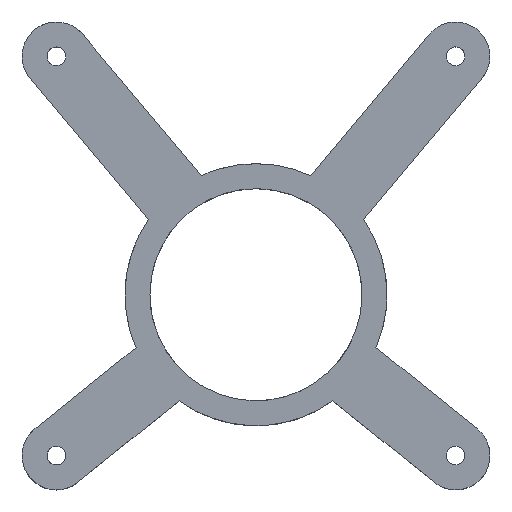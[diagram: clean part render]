
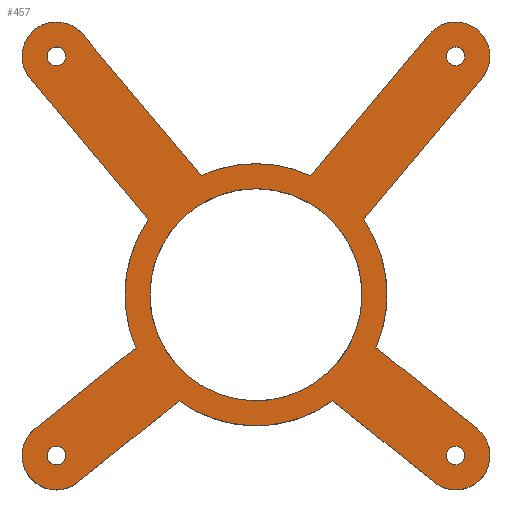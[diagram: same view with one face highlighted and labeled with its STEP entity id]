
A CAD part, top view. The second image highlights one B-rep face of the part: STEP entity #457.
In plain terms, the highlighted planar face has unit normal (-0.082, 0, 0.997).
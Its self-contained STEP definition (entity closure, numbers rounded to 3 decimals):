
#15=ELLIPSE('',#488,21.071,21.);
#16=ELLIPSE('',#491,5.519,5.5);
#17=ELLIPSE('',#494,21.071,21.);
#18=ELLIPSE('',#497,17.057,17.);
#19=ELLIPSE('',#499,1.505,1.5);
#20=ELLIPSE('',#501,1.505,1.5);
#21=ELLIPSE('',#503,1.505,1.5);
#22=ELLIPSE('',#505,1.505,1.5);
#23=ELLIPSE('',#507,5.519,5.5);
#24=ELLIPSE('',#510,21.071,21.);
#25=ELLIPSE('',#513,5.519,5.5);
#26=ELLIPSE('',#516,21.071,21.);
#27=ELLIPSE('',#519,5.519,5.5);
#46=FACE_BOUND('',#102,.T.);
#47=FACE_BOUND('',#103,.T.);
#48=FACE_BOUND('',#104,.T.);
#49=FACE_BOUND('',#105,.T.);
#50=FACE_BOUND('',#106,.T.);
#73=FACE_OUTER_BOUND('',#101,.T.);
#101=EDGE_LOOP('',(#404,#405,#406,#407,#408,#409,#410,#411,#412,#413,#414,
#415,#416,#417,#418,#419));
#102=EDGE_LOOP('',(#420));
#103=EDGE_LOOP('',(#421));
#104=EDGE_LOOP('',(#422));
#105=EDGE_LOOP('',(#423));
#106=EDGE_LOOP('',(#424));
#128=LINE('',#705,#165);
#132=LINE('',#714,#169);
#135=LINE('',#722,#172);
#138=LINE('',#730,#175);
#146=LINE('',#758,#183);
#149=LINE('',#766,#186);
#152=LINE('',#774,#189);
#155=LINE('',#782,#192);
#165=VECTOR('',#561,10.);
#169=VECTOR('',#571,10.);
#172=VECTOR('',#580,10.);
#175=VECTOR('',#589,10.);
#183=VECTOR('',#623,10.);
#186=VECTOR('',#632,10.);
#189=VECTOR('',#641,10.);
#192=VECTOR('',#650,10.);
#215=VERTEX_POINT('',#703);
#216=VERTEX_POINT('',#704);
#217=VERTEX_POINT('',#709);
#218=VERTEX_POINT('',#713);
#219=VERTEX_POINT('',#717);
#220=VERTEX_POINT('',#721);
#221=VERTEX_POINT('',#725);
#222=VERTEX_POINT('',#729);
#223=VERTEX_POINT('',#733);
#224=VERTEX_POINT('',#737);
#225=VERTEX_POINT('',#741);
#226=VERTEX_POINT('',#745);
#227=VERTEX_POINT('',#749);
#228=VERTEX_POINT('',#753);
#229=VERTEX_POINT('',#757);
#230=VERTEX_POINT('',#761);
#231=VERTEX_POINT('',#765);
#232=VERTEX_POINT('',#769);
#233=VERTEX_POINT('',#773);
#234=VERTEX_POINT('',#777);
#235=VERTEX_POINT('',#781);
#257=EDGE_CURVE('',#215,#216,#128,.T.);
#260=EDGE_CURVE('',#217,#215,#15,.T.);
#262=EDGE_CURVE('',#218,#217,#132,.T.);
#264=EDGE_CURVE('',#219,#218,#16,.T.);
#266=EDGE_CURVE('',#220,#219,#135,.T.);
#268=EDGE_CURVE('',#221,#220,#17,.T.);
#270=EDGE_CURVE('',#222,#221,#138,.T.);
#273=EDGE_CURVE('',#223,#223,#18,.T.);
#275=EDGE_CURVE('',#224,#224,#19,.T.);
#277=EDGE_CURVE('',#225,#225,#20,.T.);
#279=EDGE_CURVE('',#226,#226,#21,.T.);
#281=EDGE_CURVE('',#227,#227,#22,.T.);
#282=EDGE_CURVE('',#216,#228,#23,.T.);
#284=EDGE_CURVE('',#228,#229,#146,.T.);
#286=EDGE_CURVE('',#229,#230,#24,.T.);
#288=EDGE_CURVE('',#230,#231,#149,.T.);
#290=EDGE_CURVE('',#231,#232,#25,.T.);
#292=EDGE_CURVE('',#232,#233,#152,.T.);
#294=EDGE_CURVE('',#233,#234,#26,.T.);
#296=EDGE_CURVE('',#234,#235,#155,.T.);
#298=EDGE_CURVE('',#235,#222,#27,.T.);
#404=ORIENTED_EDGE('',*,*,#282,.T.);
#405=ORIENTED_EDGE('',*,*,#284,.T.);
#406=ORIENTED_EDGE('',*,*,#286,.T.);
#407=ORIENTED_EDGE('',*,*,#288,.T.);
#408=ORIENTED_EDGE('',*,*,#290,.T.);
#409=ORIENTED_EDGE('',*,*,#292,.T.);
#410=ORIENTED_EDGE('',*,*,#294,.T.);
#411=ORIENTED_EDGE('',*,*,#296,.T.);
#412=ORIENTED_EDGE('',*,*,#298,.T.);
#413=ORIENTED_EDGE('',*,*,#270,.T.);
#414=ORIENTED_EDGE('',*,*,#268,.T.);
#415=ORIENTED_EDGE('',*,*,#266,.T.);
#416=ORIENTED_EDGE('',*,*,#264,.T.);
#417=ORIENTED_EDGE('',*,*,#262,.T.);
#418=ORIENTED_EDGE('',*,*,#260,.T.);
#419=ORIENTED_EDGE('',*,*,#257,.T.);
#420=ORIENTED_EDGE('',*,*,#281,.T.);
#421=ORIENTED_EDGE('',*,*,#279,.T.);
#422=ORIENTED_EDGE('',*,*,#277,.T.);
#423=ORIENTED_EDGE('',*,*,#275,.T.);
#424=ORIENTED_EDGE('',*,*,#273,.T.);
#434=PLANE('',#520);
#457=ADVANCED_FACE('',(#73,#46,#47,#48,#49,#50),#434,.T.);
#488=AXIS2_PLACEMENT_3D('',#710,#566,#567);
#491=AXIS2_PLACEMENT_3D('',#718,#575,#576);
#494=AXIS2_PLACEMENT_3D('',#726,#584,#585);
#497=AXIS2_PLACEMENT_3D('',#735,#594,#595);
#499=AXIS2_PLACEMENT_3D('',#739,#599,#600);
#501=AXIS2_PLACEMENT_3D('',#743,#604,#605);
#503=AXIS2_PLACEMENT_3D('',#747,#609,#610);
#505=AXIS2_PLACEMENT_3D('',#751,#614,#615);
#507=AXIS2_PLACEMENT_3D('',#754,#618,#619);
#510=AXIS2_PLACEMENT_3D('',#762,#627,#628);
#513=AXIS2_PLACEMENT_3D('',#770,#636,#637);
#516=AXIS2_PLACEMENT_3D('',#778,#645,#646);
#519=AXIS2_PLACEMENT_3D('',#785,#654,#655);
#520=AXIS2_PLACEMENT_3D('',#786,#656,#657);
#561=DIRECTION('',(-0.642,0.765,-0.053));
#566=DIRECTION('center_axis',(-0.082,0.,0.997));
#567=DIRECTION('ref_axis',(0.997,0.,0.082));
#571=DIRECTION('',(-0.641,-0.766,-0.053));
#575=DIRECTION('center_axis',(-0.082,0.,0.997));
#576=DIRECTION('ref_axis',(0.997,0.,0.082));
#580=DIRECTION('',(0.641,0.766,0.053));
#584=DIRECTION('center_axis',(-0.082,0.,0.997));
#585=DIRECTION('ref_axis',(0.997,0.,0.082));
#589=DIRECTION('',(-0.777,0.626,-0.064));
#594=DIRECTION('center_axis',(0.082,0.,-0.997));
#595=DIRECTION('ref_axis',(0.997,0.,0.082));
#599=DIRECTION('center_axis',(0.082,0.,-0.997));
#600=DIRECTION('ref_axis',(0.997,0.,0.082));
#604=DIRECTION('center_axis',(0.082,0.,-0.997));
#605=DIRECTION('ref_axis',(0.997,0.,0.082));
#609=DIRECTION('center_axis',(0.082,0.,-0.997));
#610=DIRECTION('ref_axis',(0.997,0.,0.082));
#614=DIRECTION('center_axis',(0.082,0.,-0.997));
#615=DIRECTION('ref_axis',(0.997,0.,0.082));
#618=DIRECTION('center_axis',(-0.082,0.,0.997));
#619=DIRECTION('ref_axis',(0.997,0.,0.082));
#623=DIRECTION('',(0.641,-0.766,0.053));
#627=DIRECTION('center_axis',(-0.082,0.,0.997));
#628=DIRECTION('ref_axis',(0.997,0.,0.082));
#632=DIRECTION('',(-0.777,-0.626,-0.064));
#636=DIRECTION('center_axis',(-0.082,0.,0.997));
#637=DIRECTION('ref_axis',(0.997,0.,0.082));
#641=DIRECTION('',(0.777,0.626,0.064));
#645=DIRECTION('center_axis',(-0.082,0.,0.997));
#646=DIRECTION('ref_axis',(0.997,0.,0.082));
#650=DIRECTION('',(0.777,-0.626,0.064));
#654=DIRECTION('center_axis',(-0.082,0.,0.997));
#655=DIRECTION('ref_axis',(0.997,0.,0.082));
#656=DIRECTION('center_axis',(-0.082,0.,0.997));
#657=DIRECTION('ref_axis',(0.997,0.,0.082));
#703=CARTESIAN_POINT('',(31.23,-27.133,-3.804));
#704=CARTESIAN_POINT('',(12.299,-4.569,-5.361));
#705=CARTESIAN_POINT('',(26.75,-21.793,-4.172));
#709=CARTESIAN_POINT('',(48.793,-27.146,-2.36));
#710=CARTESIAN_POINT('Origin',(39.997,-46.215,-3.083));
#713=CARTESIAN_POINT('',(67.75,-4.509,-0.802));
#714=CARTESIAN_POINT('',(43.775,-33.137,-2.773));
#717=CARTESIAN_POINT('',(76.217,-11.531,-0.106));
#718=CARTESIAN_POINT('Origin',(72.,-8.,-0.452));
#721=CARTESIAN_POINT('',(57.226,-34.208,-1.667));
#722=CARTESIAN_POINT('',(61.654,-28.921,-1.303));
#725=CARTESIAN_POINT('',(59.23,-54.648,-1.502));
#726=CARTESIAN_POINT('Origin',(39.997,-46.215,-3.083));
#729=CARTESIAN_POINT('',(75.451,-67.717,-0.168));
#730=CARTESIAN_POINT('',(49.736,-46.998,-2.283));
#733=CARTESIAN_POINT('',(22.997,-46.215,-4.481));
#735=CARTESIAN_POINT('Origin',(39.997,-46.215,-3.083));
#737=CARTESIAN_POINT('',(70.5,-72.,-0.576));
#739=CARTESIAN_POINT('Origin',(72.,-72.,-0.452));
#741=CARTESIAN_POINT('',(70.5,-8.,-0.576));
#743=CARTESIAN_POINT('Origin',(72.,-8.,-0.452));
#745=CARTESIAN_POINT('',(6.5,-72.,-5.837));
#747=CARTESIAN_POINT('Origin',(8.,-72.,-5.714));
#749=CARTESIAN_POINT('',(6.5,-8.,-5.837));
#751=CARTESIAN_POINT('Origin',(8.,-8.,-5.714));
#753=CARTESIAN_POINT('',(3.805,-11.557,-6.059));
#754=CARTESIAN_POINT('Origin',(8.,-8.,-5.714));
#757=CARTESIAN_POINT('',(22.769,-34.207,-4.5));
#758=CARTESIAN_POINT('',(27.749,-40.154,-4.09));
#761=CARTESIAN_POINT('',(20.775,-54.671,-4.664));
#762=CARTESIAN_POINT('Origin',(39.997,-46.215,-3.083));
#765=CARTESIAN_POINT('',(4.957,-67.419,-5.964));
#766=CARTESIAN_POINT('',(22.305,-53.439,-4.538));
#769=CARTESIAN_POINT('',(11.451,-76.283,-5.43));
#770=CARTESIAN_POINT('Origin',(8.,-72.,-5.714));
#773=CARTESIAN_POINT('',(27.668,-63.214,-4.097));
#774=CARTESIAN_POINT('',(37.043,-55.659,-3.326));
#777=CARTESIAN_POINT('',(52.328,-63.213,-2.069));
#778=CARTESIAN_POINT('Origin',(39.997,-46.215,-3.083));
#781=CARTESIAN_POINT('',(68.549,-76.283,-0.736));
#782=CARTESIAN_POINT('',(50.94,-62.095,-2.184));
#785=CARTESIAN_POINT('Origin',(72.,-72.,-0.452));
#786=CARTESIAN_POINT('Origin',(39.598,-40.,-3.116));
